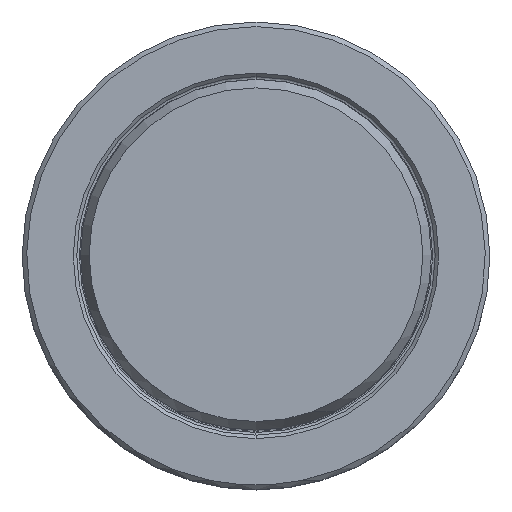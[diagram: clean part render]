
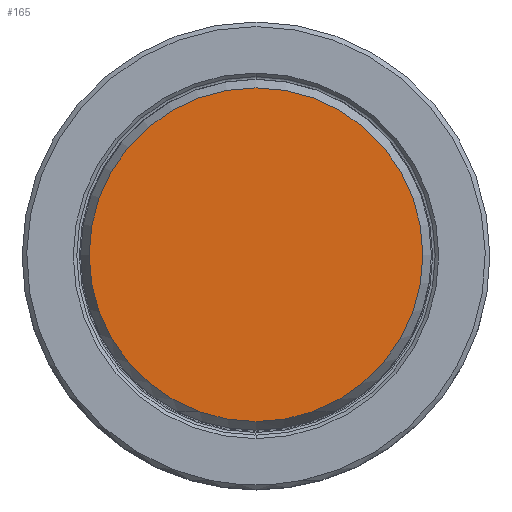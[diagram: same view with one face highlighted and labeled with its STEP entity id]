
A CAD part, top view. The second image highlights one B-rep face of the part: STEP entity #165.
In plain terms, the highlighted planar face has unit normal (0, 0, 1).
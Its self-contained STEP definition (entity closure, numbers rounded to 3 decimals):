
#35=PLANE('',#1278);
#165=ADVANCED_FACE('',(#245),#35,.F.);
#245=FACE_OUTER_BOUND('',#311,.T.);
#311=EDGE_LOOP('',(#578,#579,#580));
#578=ORIENTED_EDGE('',*,*,#807,.F.);
#579=ORIENTED_EDGE('',*,*,#804,.F.);
#580=ORIENTED_EDGE('',*,*,#803,.F.);
#667=VERTEX_POINT('',#2444);
#668=VERTEX_POINT('',#2445);
#669=VERTEX_POINT('',#2447);
#803=EDGE_CURVE('',#667,#668,#946,.T.);
#804=EDGE_CURVE('',#668,#669,#947,.T.);
#807=EDGE_CURVE('',#669,#667,#948,.T.);
#946=CIRCLE('',#1273,18.122);
#947=CIRCLE('',#1274,18.122);
#948=CIRCLE('',#1276,18.122);
#1273=AXIS2_PLACEMENT_3D('',#2443,#1606,#1607);
#1274=AXIS2_PLACEMENT_3D('',#2446,#1608,#1609);
#1276=AXIS2_PLACEMENT_3D('',#2461,#1612,#1613);
#1278=AXIS2_PLACEMENT_3D('',#2463,#1616,#1617);
#1606=DIRECTION('',(0.,0.,-1.));
#1607=DIRECTION('',(-0.339,-0.941,0.));
#1608=DIRECTION('',(0.,0.,-1.));
#1609=DIRECTION('',(0.,1.,0.));
#1612=DIRECTION('',(0.,0.,-1.));
#1613=DIRECTION('',(0.339,-0.941,0.));
#1616=DIRECTION('',(0.,0.,-1.));
#1617=DIRECTION('',(-1.,0.,0.));
#2443=CARTESIAN_POINT('',(0.,0.,69.85));
#2444=CARTESIAN_POINT('',(-6.141,-17.05,69.85));
#2445=CARTESIAN_POINT('',(0.,18.122,69.85));
#2446=CARTESIAN_POINT('',(0.,0.,69.85));
#2447=CARTESIAN_POINT('',(6.141,-17.05,69.85));
#2461=CARTESIAN_POINT('',(0.,0.,69.85));
#2463=CARTESIAN_POINT('',(0.,0.,69.85));
